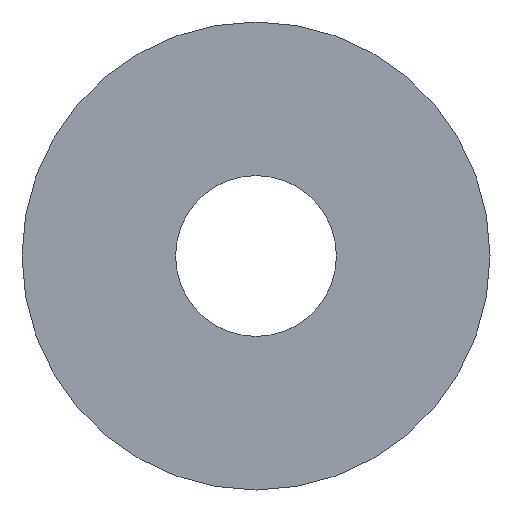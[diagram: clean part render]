
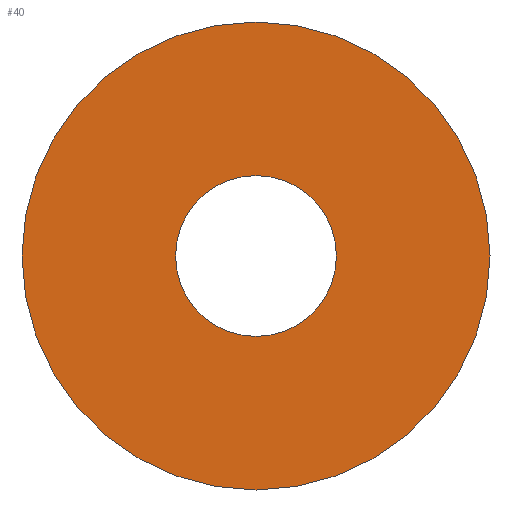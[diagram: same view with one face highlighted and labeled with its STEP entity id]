
A CAD part, front view. The second image highlights one B-rep face of the part: STEP entity #40.
In plain terms, the highlighted planar face has unit normal (0, -1, 0).
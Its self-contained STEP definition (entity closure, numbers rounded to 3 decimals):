
#11 = DIRECTION ( 'NONE',  ( 0., 1., 0. ) ) ;
#16 = VERTEX_POINT ( 'NONE', #39 ) ;
#18 = DIRECTION ( 'NONE',  ( 0., 1., 0. ) ) ;
#20 = AXIS2_PLACEMENT_3D ( 'NONE', #248, #18, #44 ) ;
#21 = CIRCLE ( 'NONE', #110, 2.75 ) ;
#39 = CARTESIAN_POINT ( 'NONE',  ( 0., 0., 2.75 ) ) ;
#40 = ADVANCED_FACE ( 'NONE', ( #89, #285 ), #242, .F. ) ;
#43 = AXIS2_PLACEMENT_3D ( 'NONE', #158, #182, #292 ) ;
#44 = DIRECTION ( 'NONE',  ( 0., 0., 1. ) ) ;
#47 = CARTESIAN_POINT ( 'NONE',  ( 0., 0., 0. ) ) ;
#51 = AXIS2_PLACEMENT_3D ( 'NONE', #47, #120, #231 ) ;
#76 = AXIS2_PLACEMENT_3D ( 'NONE', #174, #11, #154 ) ;
#83 = ORIENTED_EDGE ( 'NONE', *, *, #166, .F. ) ;
#84 = VERTEX_POINT ( 'NONE', #138 ) ;
#89 = FACE_OUTER_BOUND ( 'NONE', #281, .T. ) ;
#94 = EDGE_CURVE ( 'NONE', #84, #218, #128, .T. ) ;
#97 = CIRCLE ( 'NONE', #43, 2.75 ) ;
#110 = AXIS2_PLACEMENT_3D ( 'NONE', #207, #210, #183 ) ;
#116 = ORIENTED_EDGE ( 'NONE', *, *, #94, .F. ) ;
#120 = DIRECTION ( 'NONE',  ( 0., 1., 0. ) ) ;
#124 = CARTESIAN_POINT ( 'NONE',  ( 0., 0., -2.75 ) ) ;
#128 = CIRCLE ( 'NONE', #51, 8. ) ;
#130 = EDGE_LOOP ( 'NONE', ( #280, #150 ) ) ;
#132 = CIRCLE ( 'NONE', #20, 8. ) ;
#138 = CARTESIAN_POINT ( 'NONE',  ( 0., 0., -8. ) ) ;
#150 = ORIENTED_EDGE ( 'NONE', *, *, #244, .T. ) ;
#154 = DIRECTION ( 'NONE',  ( 0., 0., 1. ) ) ;
#158 = CARTESIAN_POINT ( 'NONE',  ( 0., 0., 0. ) ) ;
#163 = EDGE_CURVE ( 'NONE', #240, #16, #97, .T. ) ;
#166 = EDGE_CURVE ( 'NONE', #218, #84, #132, .T. ) ;
#174 = CARTESIAN_POINT ( 'NONE',  ( 0., 0., 0. ) ) ;
#182 = DIRECTION ( 'NONE',  ( 0., 1., 0. ) ) ;
#183 = DIRECTION ( 'NONE',  ( 0., 0., 1. ) ) ;
#185 = CARTESIAN_POINT ( 'NONE',  ( 0., 0., 8. ) ) ;
#207 = CARTESIAN_POINT ( 'NONE',  ( 0., 0., 0. ) ) ;
#210 = DIRECTION ( 'NONE',  ( 0., 1., 0. ) ) ;
#218 = VERTEX_POINT ( 'NONE', #185 ) ;
#231 = DIRECTION ( 'NONE',  ( 0., 0., 1. ) ) ;
#240 = VERTEX_POINT ( 'NONE', #124 ) ;
#242 = PLANE ( 'NONE',  #76 ) ;
#244 = EDGE_CURVE ( 'NONE', #16, #240, #21, .T. ) ;
#248 = CARTESIAN_POINT ( 'NONE',  ( 0., 0., 0. ) ) ;
#280 = ORIENTED_EDGE ( 'NONE', *, *, #163, .T. ) ;
#281 = EDGE_LOOP ( 'NONE', ( #116, #83 ) ) ;
#285 = FACE_BOUND ( 'NONE', #130, .T. ) ;
#292 = DIRECTION ( 'NONE',  ( 0., 0., 1. ) ) ;
